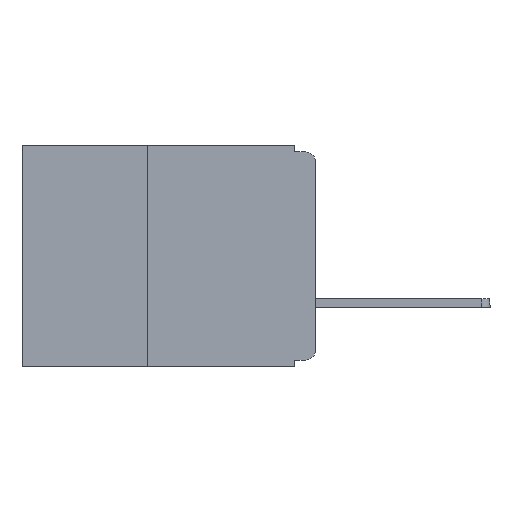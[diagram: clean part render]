
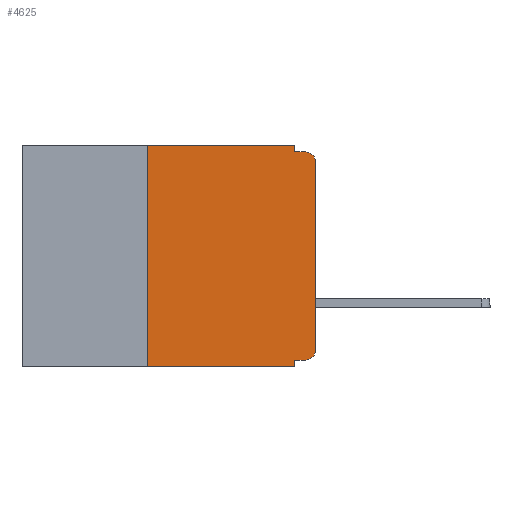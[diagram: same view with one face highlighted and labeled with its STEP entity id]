
A CAD part, left-side view. The second image highlights one B-rep face of the part: STEP entity #4625.
In plain terms, the highlighted planar face has unit normal (-1, 0, 0).
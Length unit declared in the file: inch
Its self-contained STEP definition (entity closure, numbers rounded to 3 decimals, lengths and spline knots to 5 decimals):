
#689 = CARTESIAN_POINT ( 'NONE',  ( 0., 0.015, -0.01 ) ) ;
#1098 = LINE ( 'NONE', #14264, #27556 ) ;
#1344 = VECTOR ( 'NONE', #29937, 39.37008 ) ;
#1491 = DIRECTION ( 'NONE',  ( 0., -1., 0. ) ) ;
#1532 = DIRECTION ( 'NONE',  ( 0., 0., 1. ) ) ;
#2713 = EDGE_CURVE ( 'NONE', #24410, #21287, #23025, .T. ) ;
#2744 = VERTEX_POINT ( 'NONE', #689 ) ;
#2795 = LINE ( 'NONE', #29684, #22438 ) ;
#2943 = DIRECTION ( 'NONE',  ( 0., 0., -1. ) ) ;
#3013 = DIRECTION ( 'NONE',  ( -1., 0., 0. ) ) ;
#3052 = CARTESIAN_POINT ( 'NONE',  ( 0., 0.015, -0.305 ) ) ;
#3069 = VERTEX_POINT ( 'NONE', #21479 ) ;
#4037 = LINE ( 'NONE', #25419, #29777 ) ;
#4625 = ADVANCED_FACE ( 'NONE', ( #30947 ), #20306, .F. ) ;
#5304 = AXIS2_PLACEMENT_3D ( 'NONE', #3052, #3013, #2943 ) ;
#5844 = CARTESIAN_POINT ( 'NONE',  ( 0., 0., -0.025 ) ) ;
#6471 = CARTESIAN_POINT ( 'NONE',  ( 0., 0.437, 0. ) ) ;
#7114 = CARTESIAN_POINT ( 'NONE',  ( 0., 0.031, -0.33 ) ) ;
#7126 = LINE ( 'NONE', #6471, #19947 ) ;
#7329 = CARTESIAN_POINT ( 'NONE',  ( 0., 0.031, -0.32 ) ) ;
#8369 = LINE ( 'NONE', #15032, #21210 ) ;
#8380 = ORIENTED_EDGE ( 'NONE', *, *, #2713, .T. ) ;
#8642 = ORIENTED_EDGE ( 'NONE', *, *, #30236, .F. ) ;
#8702 = DIRECTION ( 'NONE',  ( 0., 0., -1. ) ) ;
#9309 = VECTOR ( 'NONE', #8702, 39.37008 ) ;
#9504 = VERTEX_POINT ( 'NONE', #26108 ) ;
#10578 = CARTESIAN_POINT ( 'NONE',  ( 0., 0.25, -0.33 ) ) ;
#10841 = CARTESIAN_POINT ( 'NONE',  ( 0., 0.015, -0.025 ) ) ;
#11017 = ORIENTED_EDGE ( 'NONE', *, *, #28632, .F. ) ;
#11146 = AXIS2_PLACEMENT_3D ( 'NONE', #20278, #20165, #20088 ) ;
#11572 = EDGE_CURVE ( 'NONE', #24410, #18086, #21738, .T. ) ;
#13426 = DIRECTION ( 'NONE',  ( 0., 0., -1. ) ) ;
#13930 = EDGE_CURVE ( 'NONE', #27816, #9504, #2795, .T. ) ;
#14264 = CARTESIAN_POINT ( 'NONE',  ( 0., 0., 0. ) ) ;
#15032 = CARTESIAN_POINT ( 'NONE',  ( 0., 0.25, -0.33 ) ) ;
#15338 = EDGE_CURVE ( 'NONE', #27514, #3069, #16929, .T. ) ;
#15793 = CARTESIAN_POINT ( 'NONE',  ( 0., 0.25, 0. ) ) ;
#16929 = LINE ( 'NONE', #26678, #9309 ) ;
#17011 = CARTESIAN_POINT ( 'NONE',  ( 0., 0.031, 0. ) ) ;
#17200 = EDGE_CURVE ( 'NONE', #29441, #2744, #30073, .T. ) ;
#17596 = DIRECTION ( 'NONE',  ( 0., 0., 1. ) ) ;
#17688 = DIRECTION ( 'NONE',  ( 0., -1., 0. ) ) ;
#17900 = CARTESIAN_POINT ( 'NONE',  ( 0., 0.015, -0.32 ) ) ;
#18086 = VERTEX_POINT ( 'NONE', #7329 ) ;
#18531 = EDGE_CURVE ( 'NONE', #21287, #29441, #1098, .T. ) ;
#19424 = ORIENTED_EDGE ( 'NONE', *, *, #15338, .F. ) ;
#19947 = VECTOR ( 'NONE', #1491, 39.37008 ) ;
#20088 = DIRECTION ( 'NONE',  ( 0., 0., -1. ) ) ;
#20165 = DIRECTION ( 'NONE',  ( 1., 0., 0. ) ) ;
#20278 = CARTESIAN_POINT ( 'NONE',  ( 0., 0.437, 0. ) ) ;
#20306 = PLANE ( 'NONE',  #11146 ) ;
#21210 = VECTOR ( 'NONE', #17596, 39.37008 ) ;
#21287 = VERTEX_POINT ( 'NONE', #32704 ) ;
#21479 = CARTESIAN_POINT ( 'NONE',  ( 0., 0.031, -0.01 ) ) ;
#21738 = LINE ( 'NONE', #24631, #1344 ) ;
#22003 = DIRECTION ( 'NONE',  ( 0., -1., 0. ) ) ;
#22427 = ORIENTED_EDGE ( 'NONE', *, *, #11572, .F. ) ;
#22438 = VECTOR ( 'NONE', #22003, 39.37008 ) ;
#22484 = EDGE_CURVE ( 'NONE', #27816, #25400, #8369, .T. ) ;
#23025 = CIRCLE ( 'NONE', #5304, 0.015 ) ;
#24410 = VERTEX_POINT ( 'NONE', #17900 ) ;
#24631 = CARTESIAN_POINT ( 'NONE',  ( 0., 0., -0.32 ) ) ;
#24990 = VECTOR ( 'NONE', #25078, 39.37008 ) ;
#25078 = DIRECTION ( 'NONE',  ( 0., 0., -1. ) ) ;
#25400 = VERTEX_POINT ( 'NONE', #15793 ) ;
#25419 = CARTESIAN_POINT ( 'NONE',  ( 0., 0., -0.01 ) ) ;
#25455 = ORIENTED_EDGE ( 'NONE', *, *, #18531, .T. ) ;
#25595 = AXIS2_PLACEMENT_3D ( 'NONE', #10841, #28851, #13426 ) ;
#25819 = EDGE_CURVE ( 'NONE', #18086, #9504, #31843, .T. ) ;
#26108 = CARTESIAN_POINT ( 'NONE',  ( 0., 0.031, -0.33 ) ) ;
#26678 = CARTESIAN_POINT ( 'NONE',  ( 0., 0.031, 0. ) ) ;
#26817 = ORIENTED_EDGE ( 'NONE', *, *, #25819, .F. ) ;
#27175 = ORIENTED_EDGE ( 'NONE', *, *, #13930, .T. ) ;
#27514 = VERTEX_POINT ( 'NONE', #17011 ) ;
#27556 = VECTOR ( 'NONE', #1532, 39.37008 ) ;
#27816 = VERTEX_POINT ( 'NONE', #10578 ) ;
#28512 = EDGE_LOOP ( 'NONE', ( #25455, #32710, #11017, #19424, #8642, #32766, #27175, #26817, #22427, #8380 ) ) ;
#28632 = EDGE_CURVE ( 'NONE', #3069, #2744, #4037, .T. ) ;
#28851 = DIRECTION ( 'NONE',  ( -1., 0., 0. ) ) ;
#29441 = VERTEX_POINT ( 'NONE', #5844 ) ;
#29684 = CARTESIAN_POINT ( 'NONE',  ( 0., 0.437, -0.33 ) ) ;
#29777 = VECTOR ( 'NONE', #17688, 39.37008 ) ;
#29937 = DIRECTION ( 'NONE',  ( 0., 1., 0. ) ) ;
#30073 = CIRCLE ( 'NONE', #25595, 0.015 ) ;
#30236 = EDGE_CURVE ( 'NONE', #25400, #27514, #7126, .T. ) ;
#30947 = FACE_OUTER_BOUND ( 'NONE', #28512, .T. ) ;
#31843 = LINE ( 'NONE', #7114, #24990 ) ;
#32704 = CARTESIAN_POINT ( 'NONE',  ( 0., 0., -0.305 ) ) ;
#32710 = ORIENTED_EDGE ( 'NONE', *, *, #17200, .T. ) ;
#32766 = ORIENTED_EDGE ( 'NONE', *, *, #22484, .F. ) ;
